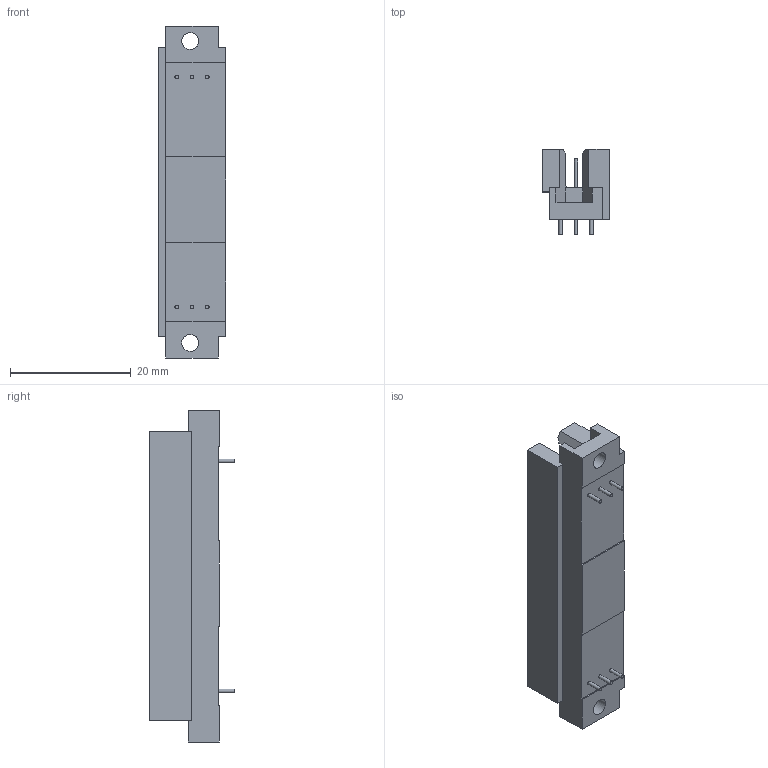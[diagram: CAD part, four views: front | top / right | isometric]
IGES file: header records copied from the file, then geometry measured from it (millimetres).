
Global section: file name: 0928_Type_2R_straight_male_48_pole.igs; preprocessor: I-DEAS 3D IGES Translator 10; date: 20040804.142249; units: millimetre
Bounding box: 11.1 x 14.1 x 55 mm (x, y, z)
Volume: 3478.1 mm3; surface area: 3331.6 mm2
Topology: 1 solids, 1 shells, 96 faces, 230 edges, 148 vertices
Faces by surface type: bspline 96
